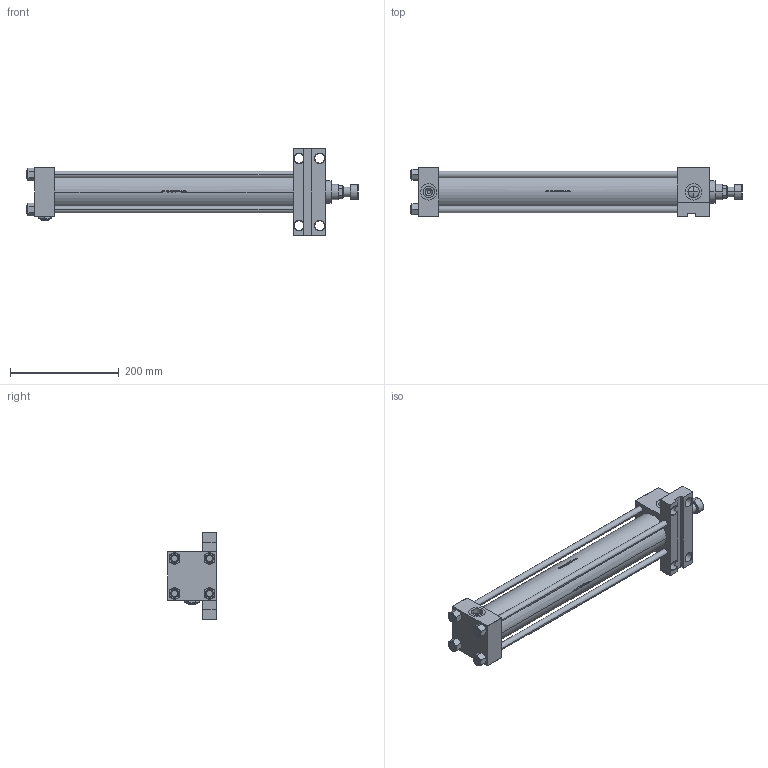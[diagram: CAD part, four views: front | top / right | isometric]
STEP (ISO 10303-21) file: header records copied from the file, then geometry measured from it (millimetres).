
FILE_DESCRIPTION (( 'STEP AP203' ), '1' );
FILE_NAME ('6f52.STEP', '2022-04-16T03:08:11', ( '' ), ( '' ), 'SwSTEP 2.0', 'SolidWorks 2019', '' );
FILE_SCHEMA (( 'CONFIG_CONTROL_DESIGN' ));
Length unit declared in the file: millimetre
Products named in the file (8): Zatka_pro_OIL_PORT 942e894671163f468c51fc2b393158b6; NUT_M5_F 942e894671163f468c51fc2b393158b6; 6f52; V215CR_ROD_END_F 942e894671163f468c51fc2b393158b6; V215CR_F_TYCINKA 942e894671163f468c51fc2b393158b6; V215_VC_A 942e894671163f468c51fc2b393158b6; V215CR_VCP_F 942e894671163f468c51fc2b393158b6; V215CR_F_Body 942e894671163f468c51fc2b393158b6
Assembly tree (14 placements, depth 2):
  6f52
    V215CR_F_Body 942e894671163f468c51fc2b393158b6
    V215CR_VCP_F 942e894671163f468c51fc2b393158b6
    V215CR_F_TYCINKA 942e894671163f468c51fc2b393158b6  x4
    NUT_M5_F 942e894671163f468c51fc2b393158b6  x4
    V215_VC_A 942e894671163f468c51fc2b393158b6
    V215CR_ROD_END_F 942e894671163f468c51fc2b393158b6
    Zatka_pro_OIL_PORT 942e894671163f468c51fc2b393158b6  x2
Bounding box: 611 x 90 x 160 mm (x, y, z)
Volume: 1666462.5 mm3; surface area: 450563.4 mm2
Topology: 14 solids, 14 shells, 1232 faces, 3082 edges, 1969 vertices
Faces by surface type: plane 492, bspline 380, cone 196, cylinder 152, torus 12
Entity records: 50851 total; most frequent: CARTESIAN_POINT 26730, ORIENTED_EDGE 5464, DIRECTION 3532, EDGE_CURVE 2732, VERTEX_POINT 1767, VECTOR 1380, LINE 1380, EDGE_LOOP 1183
